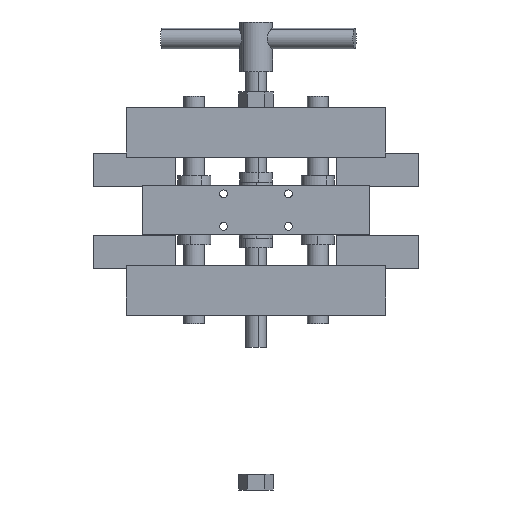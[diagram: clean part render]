
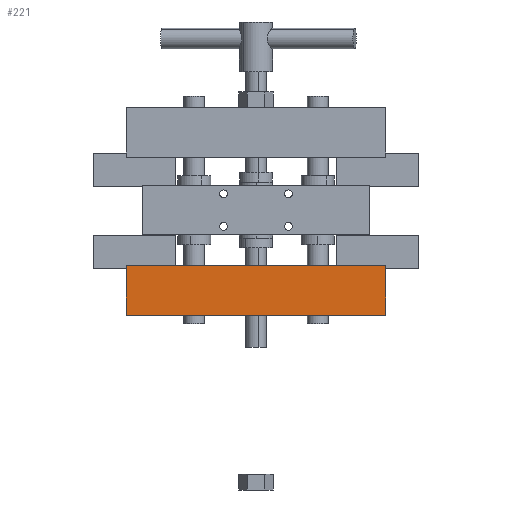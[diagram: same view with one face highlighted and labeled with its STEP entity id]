
A CAD part, front view. The second image highlights one B-rep face of the part: STEP entity #221.
In plain terms, the highlighted planar face has unit normal (0, -1, 0).
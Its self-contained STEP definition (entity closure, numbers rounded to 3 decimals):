
#29 = ORIENTED_EDGE ( 'NONE', *, *, #962, .F. ) ;
#39 = ORIENTED_EDGE ( 'NONE', *, *, #342, .F. ) ;
#181 = EDGE_CURVE ( 'NONE', #758, #752, #1848, .T. ) ;
#221 = ADVANCED_FACE ( 'NONE', ( #2234 ), #2294, .T. ) ;
#342 = EDGE_CURVE ( 'NONE', #756, #758, #2897, .T. ) ;
#473 = ORIENTED_EDGE ( 'NONE', *, *, #181, .F. ) ;
#500 = ORIENTED_EDGE ( 'NONE', *, *, #968, .F. ) ;
#591 = EDGE_LOOP ( 'NONE', ( #500, #473, #39, #29 ) ) ;
#752 = VERTEX_POINT ( 'NONE', #3451 ) ;
#753 = VERTEX_POINT ( 'NONE', #3452 ) ;
#756 = VERTEX_POINT ( 'NONE', #3455 ) ;
#758 = VERTEX_POINT ( 'NONE', #3457 ) ;
#962 = EDGE_CURVE ( 'NONE', #753, #756, #3326, .T. ) ;
#968 = EDGE_CURVE ( 'NONE', #752, #753, #3337, .T. ) ;
#1689 = CARTESIAN_POINT ( 'NONE',  ( 0., 0., -76.2 ) ) ;
#1694 = DIRECTION ( 'NONE',  ( -1., 0., 0. ) ) ;
#1846 = VECTOR ( 'NONE', #1694, 1000. ) ;
#1848 = LINE ( 'NONE', #1689, #1846 ) ;
#2018 = AXIS2_PLACEMENT_3D ( 'NONE', #2289, #2300, #2301 ) ;
#2234 = FACE_OUTER_BOUND ( 'NONE', #591, .T. ) ;
#2289 = CARTESIAN_POINT ( 'NONE',  ( 0., 0., -76.2 ) ) ;
#2294 = PLANE ( 'NONE',  #2018 ) ;
#2300 = DIRECTION ( 'NONE',  ( 0., -1., 0. ) ) ;
#2301 = DIRECTION ( 'NONE',  ( 0., 0., -1. ) ) ;
#2813 = CARTESIAN_POINT ( 'NONE',  ( 400., 0., 0. ) ) ;
#2814 = DIRECTION ( 'NONE',  ( 0., 0., -1. ) ) ;
#2897 = LINE ( 'NONE', #2813, #2898 ) ;
#2898 = VECTOR ( 'NONE', #2814, 1000. ) ;
#3326 = LINE ( 'NONE', #3641, #3328 ) ;
#3328 = VECTOR ( 'NONE', #3653, 1000. ) ;
#3337 = LINE ( 'NONE', #3667, #3338 ) ;
#3338 = VECTOR ( 'NONE', #3668, 1000. ) ;
#3451 = CARTESIAN_POINT ( 'NONE',  ( 0., 0., -76.2 ) ) ;
#3452 = CARTESIAN_POINT ( 'NONE',  ( 0., 0., 0. ) ) ;
#3455 = CARTESIAN_POINT ( 'NONE',  ( 400., 0., 0. ) ) ;
#3457 = CARTESIAN_POINT ( 'NONE',  ( 400., 0., -76.2 ) ) ;
#3641 = CARTESIAN_POINT ( 'NONE',  ( 0., 0., 0. ) ) ;
#3653 = DIRECTION ( 'NONE',  ( 1., 0., 0. ) ) ;
#3667 = CARTESIAN_POINT ( 'NONE',  ( 0., 0., 0. ) ) ;
#3668 = DIRECTION ( 'NONE',  ( 0., 0., 1. ) ) ;
